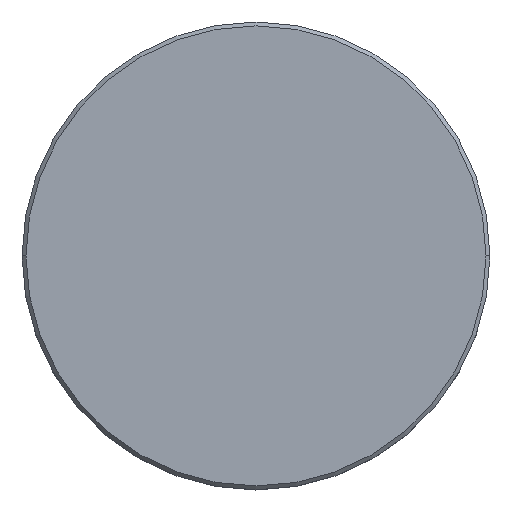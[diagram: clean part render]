
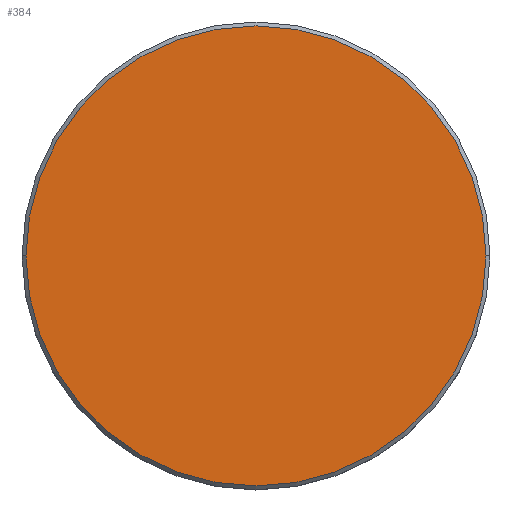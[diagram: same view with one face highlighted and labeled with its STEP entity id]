
A CAD part, top view. The second image highlights one B-rep face of the part: STEP entity #384.
In plain terms, the highlighted planar face has unit normal (0, 0, 1).
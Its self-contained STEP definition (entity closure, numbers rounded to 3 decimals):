
#47 = EDGE_CURVE ( 'NONE', #866, #1052, #880, .T. ) ;
#295 = CIRCLE ( 'NONE', #453, 29.5 ) ;
#321 = DIRECTION ( 'NONE',  ( 1., 0., 0. ) ) ;
#354 = EDGE_CURVE ( 'NONE', #1052, #866, #295, .T. ) ;
#384 = ADVANCED_FACE ( 'NONE', ( #590 ), #1134, .T. ) ;
#413 = CARTESIAN_POINT ( 'NONE',  ( 0., 0., 0. ) ) ;
#424 = CARTESIAN_POINT ( 'NONE',  ( -29.5, 0., 0. ) ) ;
#440 = ORIENTED_EDGE ( 'NONE', *, *, #47, .T. ) ;
#450 = EDGE_LOOP ( 'NONE', ( #525, #440 ) ) ;
#453 = AXIS2_PLACEMENT_3D ( 'NONE', #1161, #1072, #1062 ) ;
#525 = ORIENTED_EDGE ( 'NONE', *, *, #354, .T. ) ;
#564 = AXIS2_PLACEMENT_3D ( 'NONE', #875, #1167, #625 ) ;
#590 = FACE_OUTER_BOUND ( 'NONE', #450, .T. ) ;
#625 = DIRECTION ( 'NONE',  ( 1., 0., 0. ) ) ;
#837 = AXIS2_PLACEMENT_3D ( 'NONE', #413, #1130, #321 ) ;
#866 = VERTEX_POINT ( 'NONE', #890 ) ;
#875 = CARTESIAN_POINT ( 'NONE',  ( 0., 0., 0. ) ) ;
#880 = CIRCLE ( 'NONE', #564, 29.5 ) ;
#890 = CARTESIAN_POINT ( 'NONE',  ( 29.5, 0., 0. ) ) ;
#1052 = VERTEX_POINT ( 'NONE', #424 ) ;
#1062 = DIRECTION ( 'NONE',  ( 1., 0., 0. ) ) ;
#1072 = DIRECTION ( 'NONE',  ( 0., 0., 1. ) ) ;
#1130 = DIRECTION ( 'NONE',  ( 0., 0., 1. ) ) ;
#1134 = PLANE ( 'NONE',  #837 ) ;
#1161 = CARTESIAN_POINT ( 'NONE',  ( 0., 0., 0. ) ) ;
#1167 = DIRECTION ( 'NONE',  ( 0., 0., 1. ) ) ;
